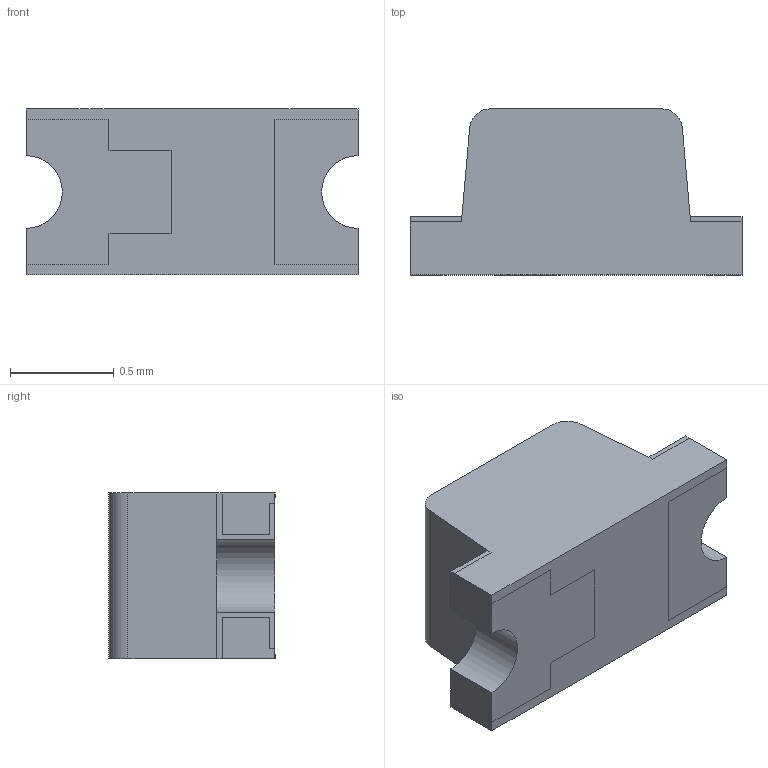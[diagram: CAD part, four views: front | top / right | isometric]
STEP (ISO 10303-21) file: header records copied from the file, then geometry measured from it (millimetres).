
FILE_DESCRIPTION(('FreeCAD Model'),'2;1');
FILE_NAME('Open CASCADE Shape Model','2024-01-31T17:15:29',(''),(''), 'Open CASCADE STEP processor 7.6','FreeCAD','Unknown');
FILE_SCHEMA(('AUTOMOTIVE_DESIGN { 1 0 10303 214 1 1 1 1 }'));
Length unit declared in the file: millimetre
Products named in the file (4): LTST-C190KRKT; LTST-C190KRKT001; LTST-C190KRKT002; LTST-C190KRKT003
Assembly tree (3 placements, depth 2):
  LTST-C190KRKT
    LTST-C190KRKT001
    LTST-C190KRKT002
    LTST-C190KRKT003
Bounding box: 1.6 x 0.8 x 0.8 mm (x, y, z)
Volume: 0.8 mm3; surface area: 8.1 mm2
Topology: 3 solids, 3 shells, 63 faces, 171 edges, 114 vertices
Faces by surface type: plane 54, cylinder 9
Entity records: 4327 total; most frequent: CARTESIAN_POINT 790, DIRECTION 649, LINE 477, VECTOR 477, ORIENTED_EDGE 342, PCURVE 342, DEFINITIONAL_REPRESENTATION 342, EDGE_CURVE 171
